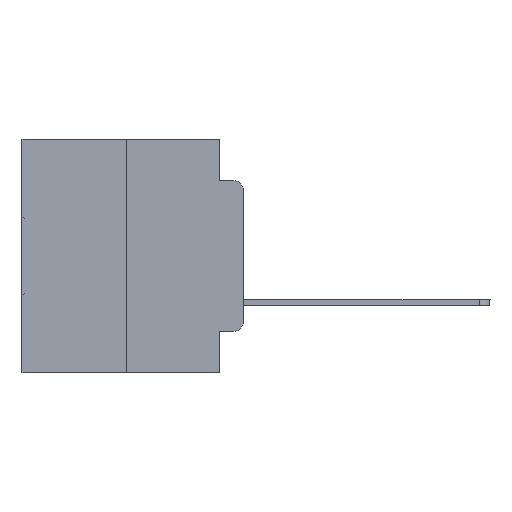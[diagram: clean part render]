
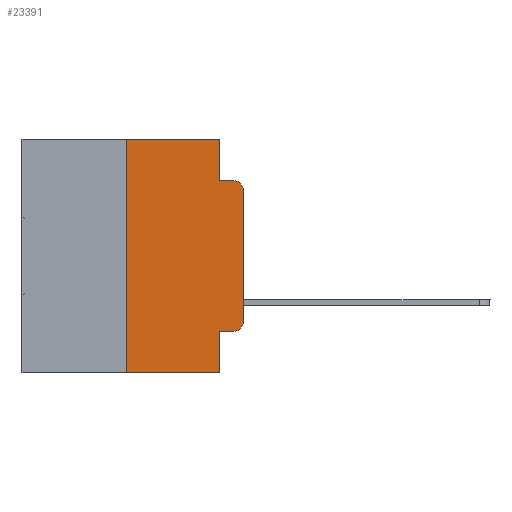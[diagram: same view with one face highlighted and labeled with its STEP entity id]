
A CAD part, left-side view. The second image highlights one B-rep face of the part: STEP entity #23391.
In plain terms, the highlighted planar face has unit normal (-1, 0, 0).
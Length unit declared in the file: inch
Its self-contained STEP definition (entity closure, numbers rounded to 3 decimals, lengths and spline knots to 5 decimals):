
#1124 = CARTESIAN_POINT ( 'NONE',  ( 0., 0.051, 0. ) ) ;
#1499 = CARTESIAN_POINT ( 'NONE',  ( 0., 0.25, 0. ) ) ;
#1732 = DIRECTION ( 'NONE',  ( 0., -1., 0. ) ) ;
#1994 = LINE ( 'NONE', #8266, #19810 ) ;
#2378 = LINE ( 'NONE', #6857, #9503 ) ;
#3246 = ORIENTED_EDGE ( 'NONE', *, *, #7052, .T. ) ;
#3338 = EDGE_CURVE ( 'NONE', #19597, #16223, #8978, .T. ) ;
#4105 = VECTOR ( 'NONE', #1732, 39.37008 ) ;
#4630 = LINE ( 'NONE', #17588, #20907 ) ;
#5335 = VERTEX_POINT ( 'NONE', #13869 ) ;
#5936 = DIRECTION ( 'NONE',  ( -1., 0., 0. ) ) ;
#6609 = ORIENTED_EDGE ( 'NONE', *, *, #16600, .T. ) ;
#6792 = CARTESIAN_POINT ( 'NONE',  ( 0., 0.25, -0.5 ) ) ;
#6857 = CARTESIAN_POINT ( 'NONE',  ( 0., 0., 0. ) ) ;
#7052 = EDGE_CURVE ( 'NONE', #19597, #16678, #8828, .T. ) ;
#7480 = DIRECTION ( 'NONE',  ( 0., 0., 1. ) ) ;
#7548 = EDGE_CURVE ( 'NONE', #30980, #18683, #18081, .T. ) ;
#7985 = EDGE_CURVE ( 'NONE', #18683, #20193, #1994, .T. ) ;
#8266 = CARTESIAN_POINT ( 'NONE',  ( 0., 0.051, -0.0885 ) ) ;
#8638 = CARTESIAN_POINT ( 'NONE',  ( 0., 0.051, -0.5 ) ) ;
#8749 = DIRECTION ( 'NONE',  ( -1., 0., 0. ) ) ;
#8828 = LINE ( 'NONE', #18735, #11075 ) ;
#8978 = LINE ( 'NONE', #11066, #26856 ) ;
#9058 = CARTESIAN_POINT ( 'NONE',  ( 0., 0.473, 0. ) ) ;
#9343 = ORIENTED_EDGE ( 'NONE', *, *, #18139, .T. ) ;
#9465 = CARTESIAN_POINT ( 'NONE',  ( 0., 0.473, 0. ) ) ;
#9503 = VECTOR ( 'NONE', #7480, 39.37008 ) ;
#10669 = CARTESIAN_POINT ( 'NONE',  ( 0., 0.02, -0.1085 ) ) ;
#10721 = CARTESIAN_POINT ( 'NONE',  ( 0., 0.02, -0.3915 ) ) ;
#11066 = CARTESIAN_POINT ( 'NONE',  ( 0., 0.25, 0. ) ) ;
#11075 = VECTOR ( 'NONE', #18590, 39.37008 ) ;
#11158 = CARTESIAN_POINT ( 'NONE',  ( 0., 0., -0.1085 ) ) ;
#12376 = EDGE_CURVE ( 'NONE', #24583, #17193, #2378, .T. ) ;
#12992 = ORIENTED_EDGE ( 'NONE', *, *, #15869, .T. ) ;
#13869 = CARTESIAN_POINT ( 'NONE',  ( 0., 0.051, -0.4115 ) ) ;
#14508 = ORIENTED_EDGE ( 'NONE', *, *, #7548, .F. ) ;
#15869 = EDGE_CURVE ( 'NONE', #17193, #20193, #19337, .T. ) ;
#16016 = DIRECTION ( 'NONE',  ( 0., 0., -1. ) ) ;
#16223 = VERTEX_POINT ( 'NONE', #1499 ) ;
#16407 = VECTOR ( 'NONE', #31141, 39.37008 ) ;
#16442 = DIRECTION ( 'NONE',  ( 0., 0., -1. ) ) ;
#16600 = EDGE_CURVE ( 'NONE', #19690, #24583, #21410, .T. ) ;
#16660 = DIRECTION ( 'NONE',  ( 0., 0., 1. ) ) ;
#16678 = VERTEX_POINT ( 'NONE', #8638 ) ;
#17082 = CARTESIAN_POINT ( 'NONE',  ( 0., 0.051, -0.0885 ) ) ;
#17150 = DIRECTION ( 'NONE',  ( 1., 0., 0. ) ) ;
#17193 = VERTEX_POINT ( 'NONE', #11158 ) ;
#17588 = CARTESIAN_POINT ( 'NONE',  ( 0., 0.051, -0.4115 ) ) ;
#17714 = ORIENTED_EDGE ( 'NONE', *, *, #12376, .T. ) ;
#17723 = CARTESIAN_POINT ( 'NONE',  ( 0., 0.02, -0.0885 ) ) ;
#18008 = ORIENTED_EDGE ( 'NONE', *, *, #23897, .F. ) ;
#18081 = LINE ( 'NONE', #1124, #29484 ) ;
#18139 = EDGE_CURVE ( 'NONE', #5335, #19690, #4630, .T. ) ;
#18590 = DIRECTION ( 'NONE',  ( 0., -1., 0. ) ) ;
#18683 = VERTEX_POINT ( 'NONE', #17082 ) ;
#18735 = CARTESIAN_POINT ( 'NONE',  ( 0., 0.473, -0.5 ) ) ;
#19145 = EDGE_CURVE ( 'NONE', #16223, #30980, #21207, .T. ) ;
#19337 = CIRCLE ( 'NONE', #23921, 0.02 ) ;
#19383 = AXIS2_PLACEMENT_3D ( 'NONE', #10721, #5936, #16016 ) ;
#19597 = VERTEX_POINT ( 'NONE', #6792 ) ;
#19690 = VERTEX_POINT ( 'NONE', #29143 ) ;
#19810 = VECTOR ( 'NONE', #20585, 39.37008 ) ;
#20193 = VERTEX_POINT ( 'NONE', #17723 ) ;
#20585 = DIRECTION ( 'NONE',  ( 0., -1., 0. ) ) ;
#20907 = VECTOR ( 'NONE', #27316, 39.37008 ) ;
#21207 = LINE ( 'NONE', #9058, #4105 ) ;
#21409 = LINE ( 'NONE', #28595, #16407 ) ;
#21410 = CIRCLE ( 'NONE', #19383, 0.02 ) ;
#21612 = FACE_OUTER_BOUND ( 'NONE', #24768, .T. ) ;
#23391 = ADVANCED_FACE ( 'NONE', ( #21612 ), #31346, .F. ) ;
#23897 = EDGE_CURVE ( 'NONE', #5335, #16678, #21409, .T. ) ;
#23921 = AXIS2_PLACEMENT_3D ( 'NONE', #10669, #8749, #16442 ) ;
#24583 = VERTEX_POINT ( 'NONE', #26096 ) ;
#24663 = ORIENTED_EDGE ( 'NONE', *, *, #19145, .F. ) ;
#24768 = EDGE_LOOP ( 'NONE', ( #17714, #12992, #25019, #14508, #24663, #29320, #3246, #18008, #9343, #6609 ) ) ;
#25019 = ORIENTED_EDGE ( 'NONE', *, *, #7985, .F. ) ;
#26096 = CARTESIAN_POINT ( 'NONE',  ( 0., 0., -0.3915 ) ) ;
#26856 = VECTOR ( 'NONE', #16660, 39.37008 ) ;
#26880 = DIRECTION ( 'NONE',  ( 0., 0., -1. ) ) ;
#27316 = DIRECTION ( 'NONE',  ( 0., -1., 0. ) ) ;
#27803 = DIRECTION ( 'NONE',  ( 0., 0., -1. ) ) ;
#28521 = CARTESIAN_POINT ( 'NONE',  ( 0., 0.051, 0. ) ) ;
#28595 = CARTESIAN_POINT ( 'NONE',  ( 0., 0.051, 0. ) ) ;
#28607 = AXIS2_PLACEMENT_3D ( 'NONE', #9465, #17150, #26880 ) ;
#29143 = CARTESIAN_POINT ( 'NONE',  ( 0., 0.02, -0.4115 ) ) ;
#29320 = ORIENTED_EDGE ( 'NONE', *, *, #3338, .F. ) ;
#29484 = VECTOR ( 'NONE', #27803, 39.37008 ) ;
#30980 = VERTEX_POINT ( 'NONE', #28521 ) ;
#31141 = DIRECTION ( 'NONE',  ( 0., 0., -1. ) ) ;
#31346 = PLANE ( 'NONE',  #28607 ) ;
